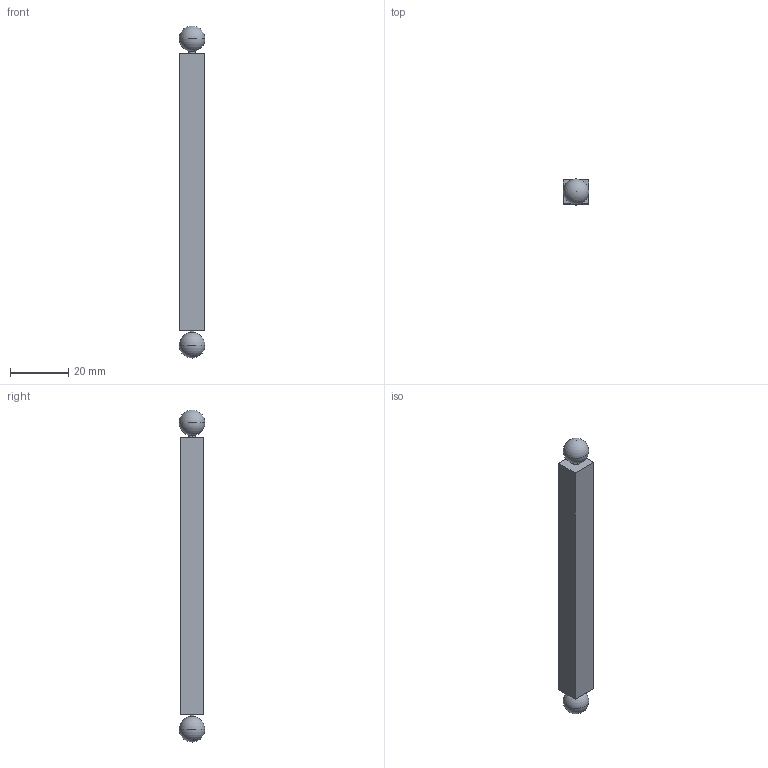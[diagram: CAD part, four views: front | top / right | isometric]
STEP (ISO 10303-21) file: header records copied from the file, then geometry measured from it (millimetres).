
FILE_DESCRIPTION (( 'STEP AP214' ), '1' );
FILE_NAME ('旋奻.ST', '2023-11-02T11:41:03', ( '' ), ( '' ), 'SwSTEP 2.0', 'SolidWorks 2022', '' );
FILE_SCHEMA (( 'AUTOMOTIVE_DESIGN' ));
Length unit declared in the file: millimetre
Products named in the file (1): 臂上
Bounding box: 8.85 x 8.79 x 113.8 mm (x, y, z)
Volume: 7529.5 mm3; surface area: 3846.8 mm2
Topology: 1 solids, 1 shells, 14 faces, 38 edges, 26 vertices
Faces by surface type: plane 6, sphere 4, cylinder 4
Entity records: 410 total; most frequent: DIRECTION 70, CARTESIAN_POINT 63, ORIENTED_EDGE 56, EDGE_CURVE 28, AXIS2_PLACEMENT_3D 27, VERTEX_POINT 20, EDGE_LOOP 18, LINE 16
